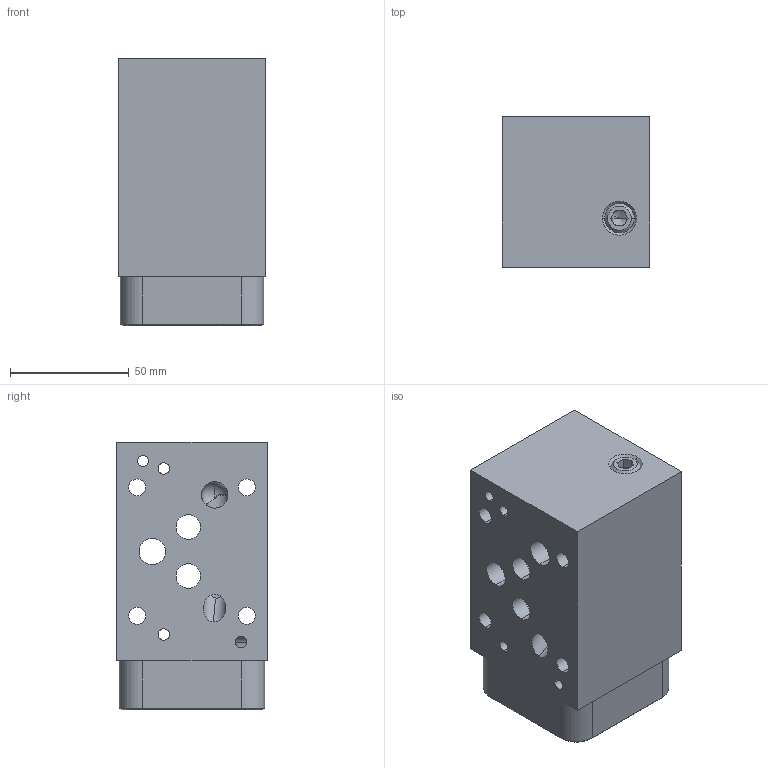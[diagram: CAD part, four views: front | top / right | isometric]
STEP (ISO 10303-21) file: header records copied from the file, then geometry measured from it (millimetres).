
FILE_DESCRIPTION((''),'2;1');
FILE_NAME('DJT_ASM','2020-02-25T',('ProEService'),(''),'PRO/ENGINEER BY PARAMETRIC TECHNOLOGY CORPORATION, 2014200','PRO/ENGINEER BY PARAMETRIC TECHNOLOGY CORPORATION, 2014200','');
FILE_SCHEMA(('CONFIG_CONTROL_DESIGN'));
Length unit declared in the file: inch
Products named in the file (3): 150-722-001; 340-003; DJT_ASM
Assembly tree (2 placements, depth 2):
  DJT_ASM
    150-722-001
    340-003
Bounding box: 61.93 x 63.5 x 112.73 mm (x, y, z)
Volume: 370588.6 mm3; surface area: 59378.7 mm2
Topology: 2 solids, 2 shells, 118 faces, 578 edges, 577 vertices
Faces by surface type: cylinder 52, plane 31, cone 27, sphere 6, torus 2
Entity records: 6631 total; most frequent: CARTESIAN_POINT 2120, DIRECTION 928, ORIENTED_EDGE 676, VECTOR 382, LINE 382, EDGE_CURVE 338, AXIS2_PLACEMENT_3D 273, TRIMMED_CURVE 234
